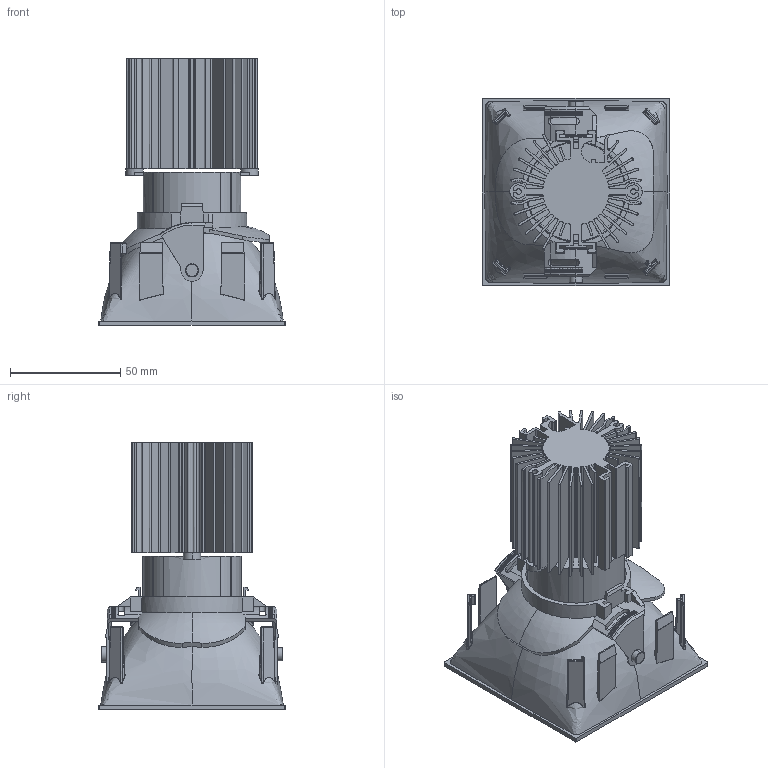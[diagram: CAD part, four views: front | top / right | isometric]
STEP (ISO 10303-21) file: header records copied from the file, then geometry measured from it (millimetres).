
FILE_DESCRIPTION(/* description */ (''),/* implementation_level */ '2;1');
FILE_NAME(/* name */ 'M259400_EVERYTHING 105 SQUARE FIXED TRIMLESS',/* time_stamp */ '2018-04-09T15:34:25+02:00',/* author */ (''),/* organization */ (''),/* preprocessor_version */ 'ST-DEVELOPER v15',/* originating_system */ '',/* authorisation */ '');
FILE_SCHEMA (('CONFIG_CONTROL_DESIGN'));
Length unit declared in the file: metre
Products named in the file (1): Document
Bounding box: 84.8 x 84.8 x 121 mm (x, y, z)
Volume: 25459 mm3; surface area: 104345.2 mm2
Topology: 3 solids, 5 shells, 912 faces, 2456 edges, 1575 vertices
Faces by surface type: plane 510, bspline 402
Entity records: 84609 total; most frequent: CARTESIAN_POINT 69621, ORIENTED_EDGE 4852, EDGE_CURVE 2434, B_SPLINE_CURVE_WITH_KNOTS 1609, VERTEX_POINT 1578, EDGE_LOOP 975, ADVANCED_FACE 912, FACE_OUTER_BOUND 912
